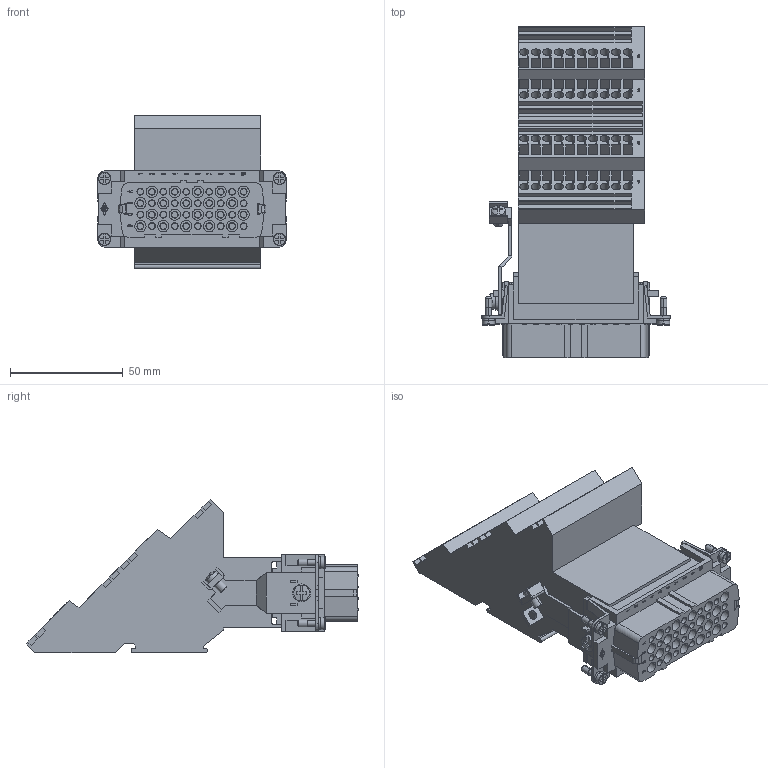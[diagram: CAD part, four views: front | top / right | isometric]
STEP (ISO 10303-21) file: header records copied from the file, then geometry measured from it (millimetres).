
FILE_DESCRIPTION((''),'2;1');
FILE_NAME('CTF 40 L.stp','2006-11-27T12:10:46',('gembarski'),(''),'Autodesk Inventor 7','Autodesk Inventor 7','');
FILE_SCHEMA(('AUTOMOTIVE_DESIGN { 1 0 10303 214 1 1 1 1 }'));
Length unit declared in the file: millimetre
Products named in the file (1): CTF 40 L
Bounding box: 83.5 x 147.01 x 68 mm (x, y, z)
Volume: 262103.2 mm3; surface area: 70031.1 mm2
Topology: 3 solids, 3 shells, 2229 faces, 5666 edges, 3743 vertices
Faces by surface type: plane 1105, bspline 686, cylinder 424, sphere 6, torus 4, cone 4
Entity records: 72944 total; most frequent: CARTESIAN_POINT 22131, ORIENTED_EDGE 11332, DIRECTION 8673, EDGE_CURVE 5666, VERTEX_POINT 3743, VECTOR 3615, LINE 3615, EDGE_LOOP 2571
